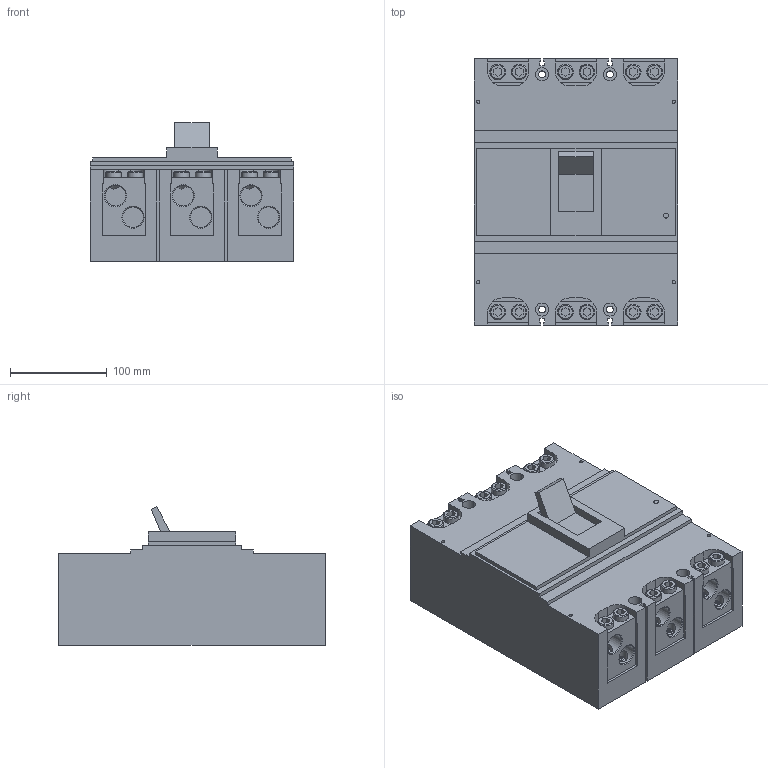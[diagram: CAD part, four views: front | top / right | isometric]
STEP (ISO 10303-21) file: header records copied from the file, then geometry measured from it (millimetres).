
FILE_DESCRIPTION (( 'STEP AP214' ), '1' );
FILE_NAME ('BW630RAGU-3P600SB.step', '2019-06-24T15:35:58', ( '' ), ( '' ), 'SwSTEP 2.0', 'SolidWorks 2018', '' );
FILE_SCHEMA (( 'AUTOMOTIVE_DESIGN' ));
Length unit declared in the file: inch
Products named in the file (1): BW630RAGU-3P600SB
Bounding box: 210 x 275 x 143.2 mm (x, y, z)
Volume: 5416541.3 mm3; surface area: 387296.5 mm2
Topology: 44 solids, 44 shells, 975 faces, 2454 edges, 1584 vertices
Faces by surface type: plane 505, cylinder 314, cone 120, bspline 36
Entity records: 45216 total; most frequent: CARTESIAN_POINT 8710, ORIENTED_EDGE 4860, DIRECTION 4722, EDGE_CURVE 2430, AXIS2_PLACEMENT_3D 1664, VERTEX_POINT 1584, VECTOR 1394, LINE 1394
